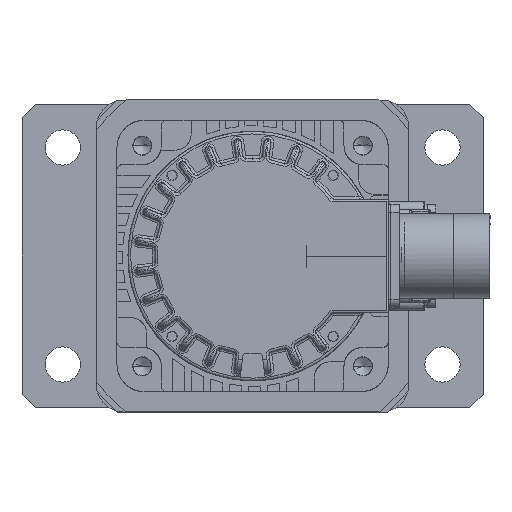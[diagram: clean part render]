
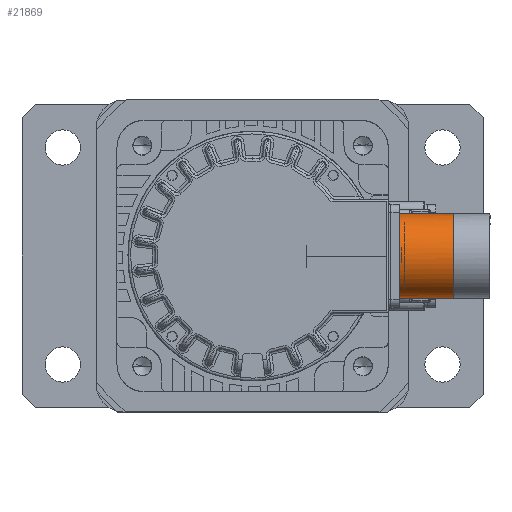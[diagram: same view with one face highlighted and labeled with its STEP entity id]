
A CAD part, front view. The second image highlights one B-rep face of the part: STEP entity #21869.
In plain terms, the highlighted free-form (B-spline) face has degree [1, 3] with [2, 7] control points.
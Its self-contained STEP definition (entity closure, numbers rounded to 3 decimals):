
#70 = ORIENTED_EDGE ( 'NONE', *, *, #79309, .F. ) ;
#1600 = CARTESIAN_POINT ( 'NONE',  ( 15.5, 54., -220. ) ) ;
#2012 = CARTESIAN_POINT ( 'NONE',  ( 15.097, 54., -224.056 ) ) ;
#4607 = EDGE_LOOP ( 'NONE', ( #70, #34307, #56361, #17369 ) ) ;
#5557 = EDGE_CURVE ( 'NONE', #52652, #49895, #27368, .T. ) ;
#5818 = CARTESIAN_POINT ( 'NONE',  ( -7.808, 54., -233.543 ) ) ;
#9103 = CARTESIAN_POINT ( 'NONE',  ( -2.031, 74., -235.5 ) ) ;
#9523 = CARTESIAN_POINT ( 'NONE',  ( -13.543, 74., -227.808 ) ) ;
#10497 = VERTEX_POINT ( 'NONE', #12313 ) ;
#12313 = CARTESIAN_POINT ( 'NONE',  ( 15.5, 54., -220. ) ) ;
#12600 = CARTESIAN_POINT ( 'NONE',  ( -15.5, 74., -229.08 ) ) ;
#12997 = CARTESIAN_POINT ( 'NONE',  ( -9.08, 74., -235.5 ) ) ;
#13896 = CARTESIAN_POINT ( 'NONE',  ( 15.097, 74., -224.056 ) ) ;
#15085 = CARTESIAN_POINT ( 'NONE',  ( 12.396, 54., -229.524 ) ) ;
#17003 =( BOUNDED_SURFACE ( )  B_SPLINE_SURFACE ( 1, 3, ( 
 ( #70910, #12600, #12997, #59099, #57833, #39211, #51492 ),
 ( #70051, #77246, #26549, #19352, #38787, #52325, #20185 ) ),
 .UNSPECIFIED., .F., .F., .F. ) 
 B_SPLINE_SURFACE_WITH_KNOTS ( ( 2, 2 ),
 ( 4, 3, 4 ),
 ( 0., 1. ),
 ( 0., 0.5, 1. ),
 .UNSPECIFIED. ) 
 GEOMETRIC_REPRESENTATION_ITEM ( )  RATIONAL_B_SPLINE_SURFACE ( (
 ( 1., 0.805, 0.805, 1., 0.805, 0.805, 1.),
 ( 1., 0.805, 0.805, 1., 0.805, 0.805, 1.) ) ) 
 REPRESENTATION_ITEM ( '' )  SURFACE ( )  );
#17369 = ORIENTED_EDGE ( 'NONE', *, *, #5557, .F. ) ;
#19033 = VERTEX_POINT ( 'NONE', #34941 ) ;
#19352 = CARTESIAN_POINT ( 'NONE',  ( 0., 54., -235.5 ) ) ;
#20185 = CARTESIAN_POINT ( 'NONE',  ( 15.5, 54., -220. ) ) ;
#21117 = CARTESIAN_POINT ( 'NONE',  ( 15.5, 74., -220. ) ) ;
#21869 = ADVANCED_FACE ( 'NONE', ( #45165 ), #17003, .F. ) ;
#24891 = EDGE_CURVE ( 'NONE', #49895, #10497, #74363, .T. ) ;
#25305 = CARTESIAN_POINT ( 'NONE',  ( -9.524, 74., -232.396 ) ) ;
#26549 = CARTESIAN_POINT ( 'NONE',  ( -9.08, 54., -235.5 ) ) ;
#27368 = B_SPLINE_CURVE_WITH_KNOTS ( 'NONE', 1,
 ( #35287, #67358 ),
 .UNSPECIFIED., .F., .F.,
 ( 2, 2 ),
 ( 0., 1. ),
 .UNSPECIFIED. ) ;
#28682 = B_SPLINE_CURVE_WITH_KNOTS ( 'NONE', 3,
 ( #46047, #71783, #13896, #39678, #71349, #65437, #41235, #32945, #33363, #9103, #60255, #57445, #25305, #51086, #9523, #81285, #69061, #75385 ),
 .UNSPECIFIED., .F., .F.,
 ( 4, 2, 2, 2, 2, 2, 2, 2, 4 ),
 ( 0., 0.393, 0.785, 1.178, 1.571, 1.963, 2.356, 2.749, 3.142 ),
 .UNSPECIFIED. ) ;
#31627 = CARTESIAN_POINT ( 'NONE',  ( -2.031, 54., -235.5 ) ) ;
#32945 = CARTESIAN_POINT ( 'NONE',  ( 4.056, 74., -235.097 ) ) ;
#33363 = CARTESIAN_POINT ( 'NONE',  ( 2.031, 74., -235.5 ) ) ;
#34307 = ORIENTED_EDGE ( 'NONE', *, *, #49301, .T. ) ;
#34941 = CARTESIAN_POINT ( 'NONE',  ( 15.5, 74., -220. ) ) ;
#35287 = CARTESIAN_POINT ( 'NONE',  ( -15.5, 74., -220. ) ) ;
#37946 = CARTESIAN_POINT ( 'NONE',  ( -15.097, 54., -224.056 ) ) ;
#38787 = CARTESIAN_POINT ( 'NONE',  ( 9.08, 54., -235.5 ) ) ;
#39198 = CARTESIAN_POINT ( 'NONE',  ( -13.543, 54., -227.808 ) ) ;
#39211 = CARTESIAN_POINT ( 'NONE',  ( 15.5, 74., -229.08 ) ) ;
#39678 = CARTESIAN_POINT ( 'NONE',  ( 13.543, 74., -227.808 ) ) ;
#41235 = CARTESIAN_POINT ( 'NONE',  ( 7.808, 74., -233.543 ) ) ;
#41604 = CARTESIAN_POINT ( 'NONE',  ( -15.5, 74., -220. ) ) ;
#45165 = FACE_OUTER_BOUND ( 'NONE', #4607, .T. ) ;
#46047 = CARTESIAN_POINT ( 'NONE',  ( 15.5, 74., -220. ) ) ;
#47247 = CARTESIAN_POINT ( 'NONE',  ( 9.524, 54., -232.396 ) ) ;
#49301 = EDGE_CURVE ( 'NONE', #19033, #10497, #67170, .T. ) ;
#49895 = VERTEX_POINT ( 'NONE', #65301 ) ;
#51039 = CARTESIAN_POINT ( 'NONE',  ( -4.056, 54., -235.097 ) ) ;
#51086 = CARTESIAN_POINT ( 'NONE',  ( -12.396, 74., -229.524 ) ) ;
#51492 = CARTESIAN_POINT ( 'NONE',  ( 15.5, 74., -220. ) ) ;
#51902 = CARTESIAN_POINT ( 'NONE',  ( -15.5, 54., -222.031 ) ) ;
#52325 = CARTESIAN_POINT ( 'NONE',  ( 15.5, 54., -229.08 ) ) ;
#52652 = VERTEX_POINT ( 'NONE', #41604 ) ;
#52740 = CARTESIAN_POINT ( 'NONE',  ( 15.5, 54., -222.031 ) ) ;
#56361 = ORIENTED_EDGE ( 'NONE', *, *, #24891, .F. ) ;
#57394 = CARTESIAN_POINT ( 'NONE',  ( 2.031, 54., -235.5 ) ) ;
#57445 = CARTESIAN_POINT ( 'NONE',  ( -7.808, 74., -233.543 ) ) ;
#57833 = CARTESIAN_POINT ( 'NONE',  ( 9.08, 74., -235.5 ) ) ;
#59099 = CARTESIAN_POINT ( 'NONE',  ( 0., 74., -235.5 ) ) ;
#60255 = CARTESIAN_POINT ( 'NONE',  ( -4.056, 74., -235.097 ) ) ;
#61130 = CARTESIAN_POINT ( 'NONE',  ( 7.808, 54., -233.543 ) ) ;
#65301 = CARTESIAN_POINT ( 'NONE',  ( -15.5, 54., -220. ) ) ;
#65437 = CARTESIAN_POINT ( 'NONE',  ( 9.524, 74., -232.396 ) ) ;
#67170 = B_SPLINE_CURVE_WITH_KNOTS ( 'NONE', 1,
 ( #21117, #72235 ),
 .UNSPECIFIED., .F., .F.,
 ( 2, 2 ),
 ( 0., 1. ),
 .UNSPECIFIED. ) ;
#67358 = CARTESIAN_POINT ( 'NONE',  ( -15.5, 54., -220. ) ) ;
#69061 = CARTESIAN_POINT ( 'NONE',  ( -15.5, 74., -222.031 ) ) ;
#70051 = CARTESIAN_POINT ( 'NONE',  ( -15.5, 54., -220. ) ) ;
#70910 = CARTESIAN_POINT ( 'NONE',  ( -15.5, 74., -220. ) ) ;
#71304 = CARTESIAN_POINT ( 'NONE',  ( -15.5, 54., -220. ) ) ;
#71349 = CARTESIAN_POINT ( 'NONE',  ( 12.396, 74., -229.524 ) ) ;
#71735 = CARTESIAN_POINT ( 'NONE',  ( -9.524, 54., -232.396 ) ) ;
#71783 = CARTESIAN_POINT ( 'NONE',  ( 15.5, 74., -222.031 ) ) ;
#72235 = CARTESIAN_POINT ( 'NONE',  ( 15.5, 54., -220. ) ) ;
#74363 = B_SPLINE_CURVE_WITH_KNOTS ( 'NONE', 3,
 ( #71304, #51902, #37946, #39198, #77645, #71735, #5818, #51039, #31627, #57394, #83083, #61130, #47247, #15085, #79716, #2012, #52740, #1600 ),
 .UNSPECIFIED., .F., .F.,
 ( 4, 2, 2, 2, 2, 2, 2, 2, 4 ),
 ( 0., 0.393, 0.785, 1.178, 1.571, 1.963, 2.356, 2.749, 3.142 ),
 .UNSPECIFIED. ) ;
#75385 = CARTESIAN_POINT ( 'NONE',  ( -15.5, 74., -220. ) ) ;
#77246 = CARTESIAN_POINT ( 'NONE',  ( -15.5, 54., -229.08 ) ) ;
#77645 = CARTESIAN_POINT ( 'NONE',  ( -12.396, 54., -229.524 ) ) ;
#79309 = EDGE_CURVE ( 'NONE', #19033, #52652, #28682, .T. ) ;
#79716 = CARTESIAN_POINT ( 'NONE',  ( 13.543, 54., -227.808 ) ) ;
#81285 = CARTESIAN_POINT ( 'NONE',  ( -15.097, 74., -224.056 ) ) ;
#83083 = CARTESIAN_POINT ( 'NONE',  ( 4.056, 54., -235.097 ) ) ;
